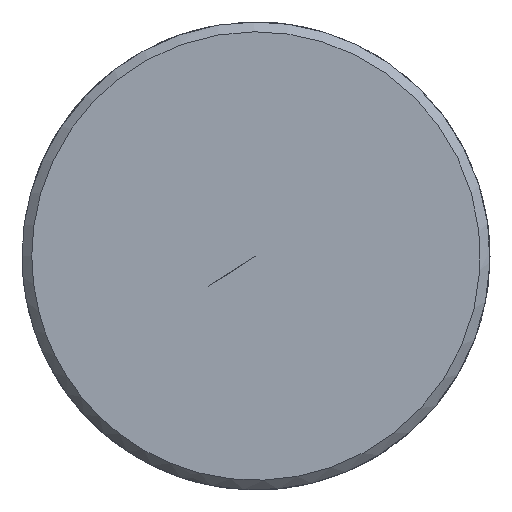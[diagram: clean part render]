
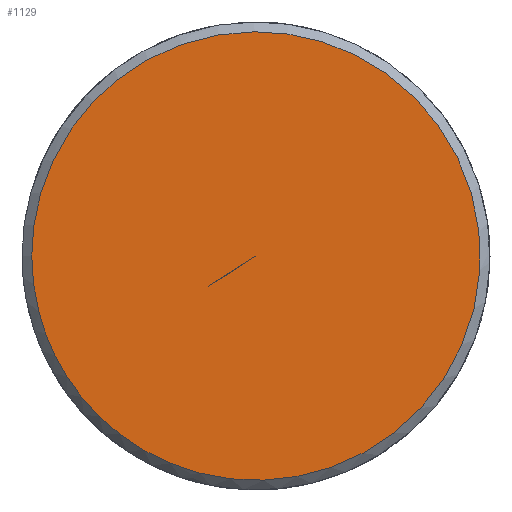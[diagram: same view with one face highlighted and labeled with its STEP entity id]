
A CAD part, left-side view. The second image highlights one B-rep face of the part: STEP entity #1129.
In plain terms, the highlighted free-form (B-spline) face has degree [5, 1] with [6, 2] control points.
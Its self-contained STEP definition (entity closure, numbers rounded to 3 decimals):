
#1057 = CARTESIAN_POINT ('', (-84., 5.75, 0.));
#1058 = VERTEX_POINT ('', #1057);
#1066 = CARTESIAN_POINT ('', (-84., 5.75, 0.));
#1067 = CARTESIAN_POINT ('', (-84., 5.75, 23.));
#1068 = CARTESIAN_POINT ('', (-84., -17.25, 11.5));
#1069 = CARTESIAN_POINT ('', (-84., -17.25, -11.5));
#1070 = CARTESIAN_POINT ('', (-84., 5.75, -23.));
#1071 = CARTESIAN_POINT ('', (-84., 5.75, 0.));
#1072 = (
   BOUNDED_CURVE ()
   B_SPLINE_CURVE (5, (#1066, #1067, #1068, #1069, #1070, #1071), .UNSPECIFIED., .T., .U.)
   B_SPLINE_CURVE_WITH_KNOTS ((6, 6), (0., 1.), .UNSPECIFIED.)
   CURVE ()
   GEOMETRIC_REPRESENTATION_ITEM ()
   RATIONAL_B_SPLINE_CURVE ((5., 1., 1., 1., 1., 5.))
   REPRESENTATION_ITEM ('')
);
#1073 = EDGE_CURVE ('', #1058, #1058, #1072, .T.);
#1105 = CARTESIAN_POINT ('', (-84., 0., 0.));
#1106 = VERTEX_POINT ('', #1105);
#1107 = CARTESIAN_POINT ('', (-84., 0., 0.));
#1108 = CARTESIAN_POINT ('', (-84., 5.75, 0.));
#1109 = B_SPLINE_CURVE_WITH_KNOTS ('', 1, (#1107, #1108), .UNSPECIFIED., .F., .U., (2, 2), (0., 1.), .UNSPECIFIED.);
#1110 = EDGE_CURVE ('', #1106, #1058, #1109, .T.);
#1111 = ORIENTED_EDGE ('', *, *, #1110, .F.);
#1112 = ORIENTED_EDGE ('', *, *, #1110, .T.);
#1113 = ORIENTED_EDGE ('', *, *, #1073, .F.);
#1114 = EDGE_LOOP ('', (#1111, #1112, #1113));
#1115 = FACE_OUTER_BOUND ('', #1114, .T.);
#1116 = CARTESIAN_POINT ('', (-84., 0., 0.));
#1117 = CARTESIAN_POINT ('', (-84., 5.75, 0.));
#1118 = CARTESIAN_POINT ('', (-84., 0., 0.));
#1119 = CARTESIAN_POINT ('', (-84., 5.75, 23.));
#1120 = CARTESIAN_POINT ('', (-84., 0., 0.));
#1121 = CARTESIAN_POINT ('', (-84., -17.25, 11.5));
#1122 = CARTESIAN_POINT ('', (-84., 0., 0.));
#1123 = CARTESIAN_POINT ('', (-84., -17.25, -11.5));
#1124 = CARTESIAN_POINT ('', (-84., 0., 0.));
#1125 = CARTESIAN_POINT ('', (-84., 5.75, -23.));
#1126 = CARTESIAN_POINT ('', (-84., 0., 0.));
#1127 = CARTESIAN_POINT ('', (-84., 5.75, 0.));
#1128 = (
   BOUNDED_SURFACE ()
   B_SPLINE_SURFACE (5, 1, ((#1116, #1117), (#1118, #1119), (#1120, #1121), (#1122, #1123), (#1124, #1125), (#1126, #1127)), .UNSPECIFIED., .T., .F., .U.)
   B_SPLINE_SURFACE_WITH_KNOTS ((6, 6), (2, 2), (0., 1.), (0., 1.), .UNSPECIFIED.)
   SURFACE ()
   GEOMETRIC_REPRESENTATION_ITEM ()
   RATIONAL_B_SPLINE_SURFACE (((5., 5.), (1., 1.), (1., 1.), (1., 1.), (1., 1.), (5., 5.)))
   REPRESENTATION_ITEM ('')
);
#1129 = ADVANCED_FACE ('', (#1115), #1128, .T.);
